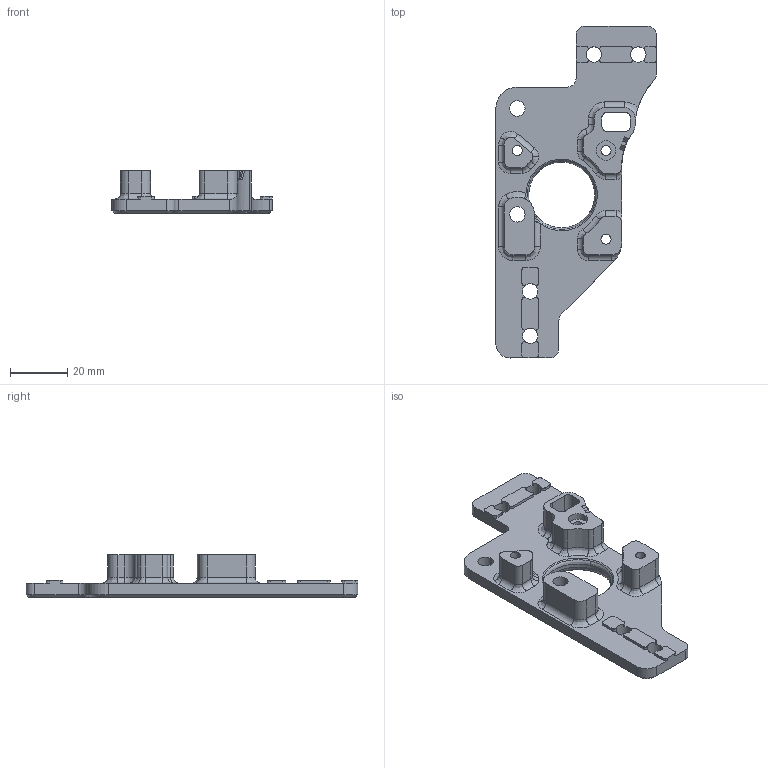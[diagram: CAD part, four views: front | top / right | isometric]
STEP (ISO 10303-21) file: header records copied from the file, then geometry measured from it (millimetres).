
FILE_DESCRIPTION (( 'STEP AP214' ), '1' );
FILE_NAME ('B Drive Frame Upper print.step', '2022-12-19T09:42:49', ( 'Windows User' ), ( 'P R C' ), 'SwSTEP 2.0', 'SolidWorks 2022', '' );
FILE_SCHEMA (( 'AUTOMOTIVE_DESIGN' ));
Length unit declared in the file: millimetre
Products named in the file (1): B Drive Frame Upper print
Bounding box: 56.03 x 116 x 15 mm (x, y, z)
Volume: 24019 mm3; surface area: 12892.1 mm2
Topology: 1 solids, 1 shells, 379 faces, 991 edges, 622 vertices
Faces by surface type: plane 180, cylinder 113, bspline 45, cone 40, torus 1
Entity records: 12908 total; most frequent: CARTESIAN_POINT 3623, ORIENTED_EDGE 1982, DIRECTION 1892, EDGE_CURVE 991, AXIS2_PLACEMENT_3D 660, VERTEX_POINT 622, LINE 572, VECTOR 572
